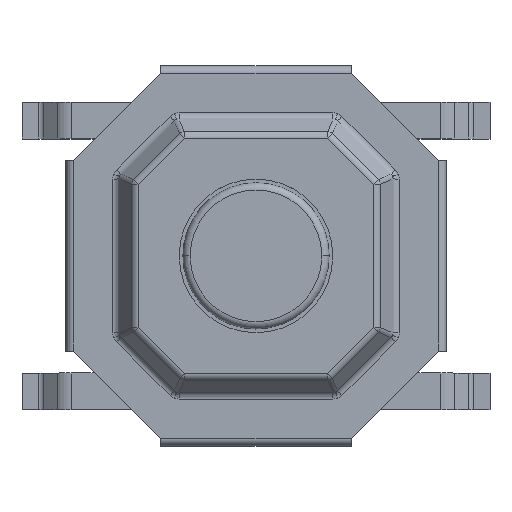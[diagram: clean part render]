
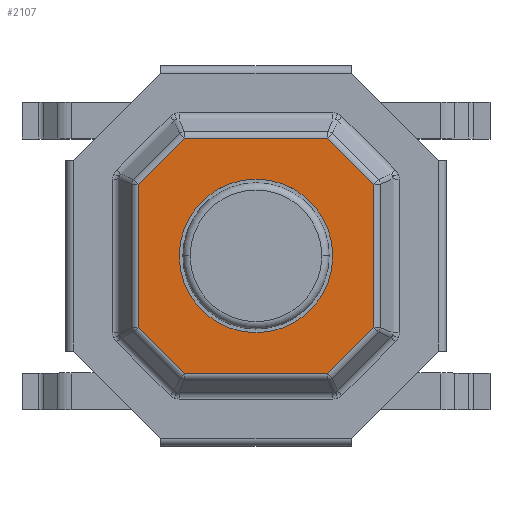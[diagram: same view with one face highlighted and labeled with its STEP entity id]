
A CAD part, top view. The second image highlights one B-rep face of the part: STEP entity #2107.
In plain terms, the highlighted planar face has unit normal (0, 0, 1).
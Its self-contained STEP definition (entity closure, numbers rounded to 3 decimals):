
#1158 = VERTEX_POINT('',#1159);
#1159 = CARTESIAN_POINT('',(1.05,0.,1.2));
#1165 = EDGE_CURVE('',#1166,#1158,#1168,.T.);
#1166 = VERTEX_POINT('',#1167);
#1167 = CARTESIAN_POINT('',(-1.05,0.,1.2));
#1168 = CIRCLE('',#1169,1.05);
#1169 = AXIS2_PLACEMENT_3D('',#1170,#1171,#1172);
#1170 = CARTESIAN_POINT('',(0.,0.,1.2));
#1171 = DIRECTION('',(0.,0.,1.));
#1172 = DIRECTION('',(1.,0.,-0.));
#2107 = ADVANCED_FACE('',(#2108,#2174),#2184,.F.);
#2108 = FACE_BOUND('',#2109,.T.);
#2109 = EDGE_LOOP('',(#2110,#2120,#2128,#2136,#2144,#2152,#2160,#2168));
#2110 = ORIENTED_EDGE('',*,*,#2111,.T.);
#2111 = EDGE_CURVE('',#2112,#2114,#2116,.T.);
#2112 = VERTEX_POINT('',#2113);
#2113 = CARTESIAN_POINT('',(0.98,1.611,1.2));
#2114 = VERTEX_POINT('',#2115);
#2115 = CARTESIAN_POINT('',(-0.98,1.611,1.2));
#2116 = LINE('',#2117,#2118);
#2117 = CARTESIAN_POINT('',(0.,1.611,1.2));
#2118 = VECTOR('',#2119,1.);
#2119 = DIRECTION('',(-1.,-0.,-0.));
#2120 = ORIENTED_EDGE('',*,*,#2121,.T.);
#2121 = EDGE_CURVE('',#2114,#2122,#2124,.T.);
#2122 = VERTEX_POINT('',#2123);
#2123 = CARTESIAN_POINT('',(-1.611,0.98,1.2));
#2124 = LINE('',#2125,#2126);
#2125 = CARTESIAN_POINT('',(-1.296,1.296,1.2));
#2126 = VECTOR('',#2127,1.);
#2127 = DIRECTION('',(-0.707,-0.707,-0.));
#2128 = ORIENTED_EDGE('',*,*,#2129,.T.);
#2129 = EDGE_CURVE('',#2122,#2130,#2132,.T.);
#2130 = VERTEX_POINT('',#2131);
#2131 = CARTESIAN_POINT('',(-1.611,-0.98,1.2));
#2132 = LINE('',#2133,#2134);
#2133 = CARTESIAN_POINT('',(-1.611,0.,1.2));
#2134 = VECTOR('',#2135,1.);
#2135 = DIRECTION('',(-0.,-1.,-0.));
#2136 = ORIENTED_EDGE('',*,*,#2137,.T.);
#2137 = EDGE_CURVE('',#2130,#2138,#2140,.T.);
#2138 = VERTEX_POINT('',#2139);
#2139 = CARTESIAN_POINT('',(-0.98,-1.611,1.2));
#2140 = LINE('',#2141,#2142);
#2141 = CARTESIAN_POINT('',(-1.296,-1.296,1.2));
#2142 = VECTOR('',#2143,1.);
#2143 = DIRECTION('',(0.707,-0.707,-0.));
#2144 = ORIENTED_EDGE('',*,*,#2145,.T.);
#2145 = EDGE_CURVE('',#2138,#2146,#2148,.T.);
#2146 = VERTEX_POINT('',#2147);
#2147 = CARTESIAN_POINT('',(0.98,-1.611,1.2));
#2148 = LINE('',#2149,#2150);
#2149 = CARTESIAN_POINT('',(0.,-1.611,1.2));
#2150 = VECTOR('',#2151,1.);
#2151 = DIRECTION('',(1.,-0.,-0.));
#2152 = ORIENTED_EDGE('',*,*,#2153,.T.);
#2153 = EDGE_CURVE('',#2146,#2154,#2156,.T.);
#2154 = VERTEX_POINT('',#2155);
#2155 = CARTESIAN_POINT('',(1.611,-0.98,1.2));
#2156 = LINE('',#2157,#2158);
#2157 = CARTESIAN_POINT('',(1.296,-1.296,1.2));
#2158 = VECTOR('',#2159,1.);
#2159 = DIRECTION('',(0.707,0.707,-0.));
#2160 = ORIENTED_EDGE('',*,*,#2161,.T.);
#2161 = EDGE_CURVE('',#2154,#2162,#2164,.T.);
#2162 = VERTEX_POINT('',#2163);
#2163 = CARTESIAN_POINT('',(1.611,0.98,1.2));
#2164 = LINE('',#2165,#2166);
#2165 = CARTESIAN_POINT('',(1.611,0.,1.2));
#2166 = VECTOR('',#2167,1.);
#2167 = DIRECTION('',(-0.,1.,-0.));
#2168 = ORIENTED_EDGE('',*,*,#2169,.T.);
#2169 = EDGE_CURVE('',#2162,#2112,#2170,.T.);
#2170 = LINE('',#2171,#2172);
#2171 = CARTESIAN_POINT('',(1.296,1.296,1.2));
#2172 = VECTOR('',#2173,1.);
#2173 = DIRECTION('',(-0.707,0.707,-0.));
#2174 = FACE_BOUND('',#2175,.T.);
#2175 = EDGE_LOOP('',(#2176,#2183));
#2176 = ORIENTED_EDGE('',*,*,#2177,.F.);
#2177 = EDGE_CURVE('',#1158,#1166,#2178,.T.);
#2178 = CIRCLE('',#2179,1.05);
#2179 = AXIS2_PLACEMENT_3D('',#2180,#2181,#2182);
#2180 = CARTESIAN_POINT('',(0.,0.,1.2));
#2181 = DIRECTION('',(0.,0.,1.));
#2182 = DIRECTION('',(1.,0.,-0.));
#2183 = ORIENTED_EDGE('',*,*,#1165,.F.);
#2184 = PLANE('',#2185);
#2185 = AXIS2_PLACEMENT_3D('',#2186,#2187,#2188);
#2186 = CARTESIAN_POINT('',(0.,0.,1.2));
#2187 = DIRECTION('',(0.,0.,-1.));
#2188 = DIRECTION('',(-1.,0.,0.));
